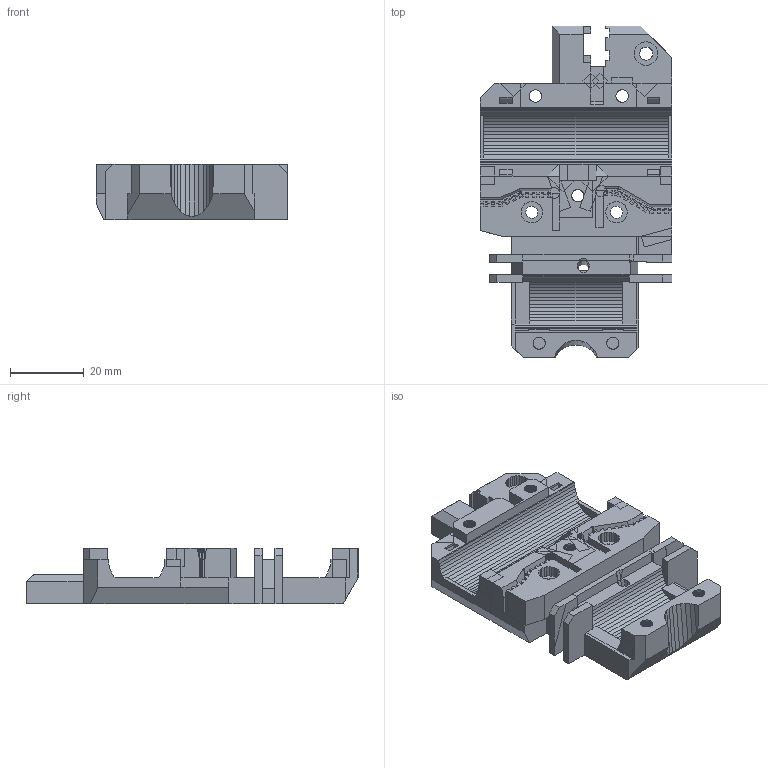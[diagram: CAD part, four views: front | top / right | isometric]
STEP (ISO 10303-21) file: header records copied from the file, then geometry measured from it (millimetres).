
FILE_DESCRIPTION(('FreeCAD Model'),'2;1');
FILE_NAME('x-carriage_R2.step','2018-03-21T01:23:37',('Author'),(''), 'Open CASCADE STEP processor 6.8','FreeCAD','Unknown');
FILE_SCHEMA(('AUTOMOTIVE_DESIGN_CC2 { 1 2 10303 214 -1 1 5 4 }'));
Products named in the file (1): difference014
Bounding box: 52 x 90 x 15 mm (x, y, z)
Volume: 34225.8 mm3; surface area: 17210.7 mm2
Topology: 2 solids, 4 shells, 1785 faces, 5096 edges, 3313 vertices
Faces by surface type: plane 1697, bspline 88
Entity records: 70845 total; most frequent: CARTESIAN_POINT 25116, ORIENTED_EDGE 10192, DIRECTION 8253, EDGE_CURVE 5096, LINE 4857, VECTOR 4857, VERTEX_POINT 3313, FACE_BOUND 1807
